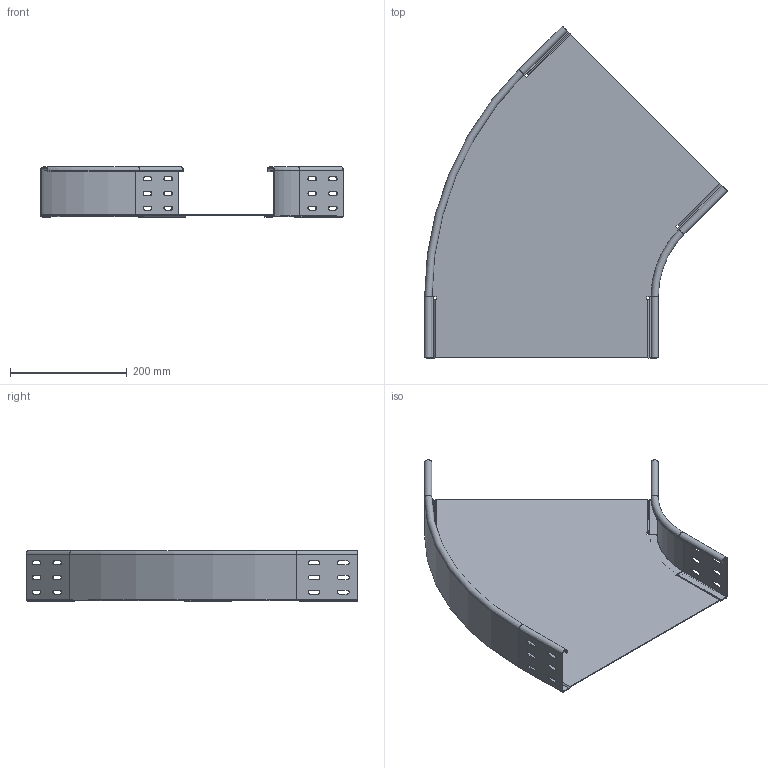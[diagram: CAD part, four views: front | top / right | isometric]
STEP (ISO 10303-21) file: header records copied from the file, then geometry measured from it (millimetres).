
FILE_DESCRIPTION (( 'STEP AP214' ), '1' );
FILE_NAME ('7000529.stp', '2018-03-21T13:15:08', ( '' ), ( '' ), 'SwSTEP 2.0', 'SolidWorks 2016', '' );
FILE_SCHEMA (( 'AUTOMOTIVE_DESIGN' ));
Length unit declared in the file: millimetre
Products named in the file (4): KTS 06.156-010_Aussenholm H=85 - B=400; KTS 06.152-011_Innenholm 85; KTS 06.126-015_Bodenblech B=400; 7000529
Assembly tree (3 placements, depth 2):
  7000529
    KTS 06.126-015_Bodenblech B=400
    KTS 06.152-011_Innenholm 85
    KTS 06.156-010_Aussenholm H=85 - B=400
Bounding box: 518.18 x 568.15 x 87 mm (x, y, z)
Volume: 420711 mm3; surface area: 603857.4 mm2
Topology: 3 solids, 3 shells, 242 faces, 676 edges, 440 vertices
Faces by surface type: plane 142, cylinder 96, torus 4
Entity records: 8006 total; most frequent: DIRECTION 1364, CARTESIAN_POINT 1364, ORIENTED_EDGE 1352, EDGE_CURVE 676, LINE 484, VECTOR 484, VERTEX_POINT 440, AXIS2_PLACEMENT_3D 440
